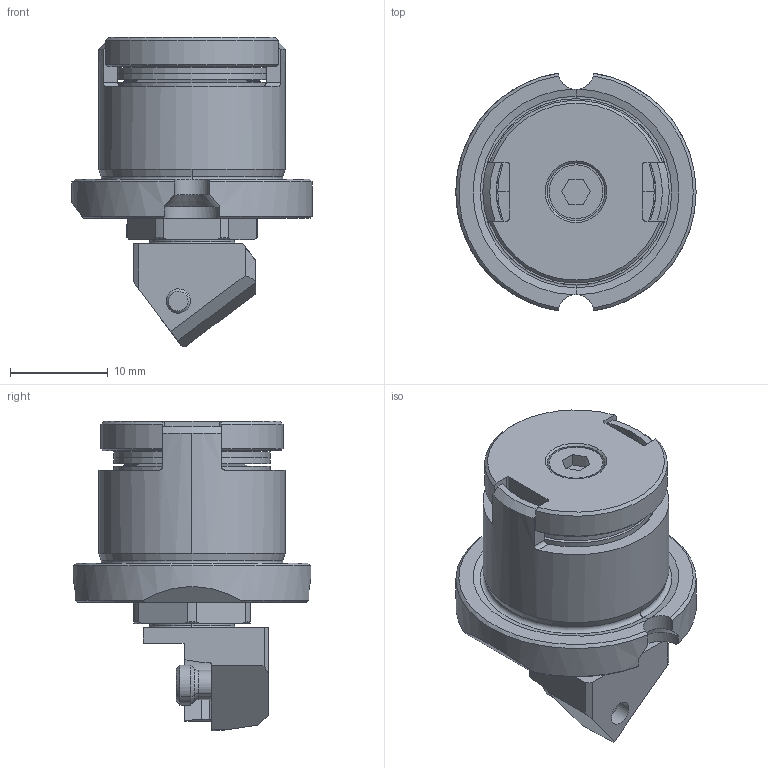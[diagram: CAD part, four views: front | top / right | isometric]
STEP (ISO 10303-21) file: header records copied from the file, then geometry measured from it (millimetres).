
FILE_DESCRIPTION(/* description */ (''),/* implementation_level */ '2;1');
FILE_NAME(/* name */ 'FA2-FASP21S.stp',/* time_stamp */ '2019-09-03T14:46:51+09:00',/* author */ (''),/* organization */ (''),/* preprocessor_version */ 'ST-DEVELOPER v16',/* originating_system */ 'SIEMENS PLM Software NX 10.0',/* authorisation */ '');
FILE_SCHEMA (('AUTOMOTIVE_DESIGN { 1 0 10303 214 3 1 1 1 }'));
Length unit declared in the file: millimetre
Products named in the file (1): FA2-FASP21S_ASM
Bounding box: 24.58 x 24.32 x 31.65 mm (x, y, z)
Volume: 6298.4 mm3; surface area: 8600.4 mm2
Topology: 14 solids, 14 shells, 927 faces, 2545 edges, 1658 vertices
Faces by surface type: plane 670, cone 135, cylinder 94, torus 26, sphere 2
Entity records: 30222 total; most frequent: CARTESIAN_POINT 6103, ORIENTED_EDGE 5082, DIRECTION 4835, EDGE_CURVE 2541, LINE 1843, VECTOR 1843, VERTEX_POINT 1658, AXIS2_PLACEMENT_3D 1496
